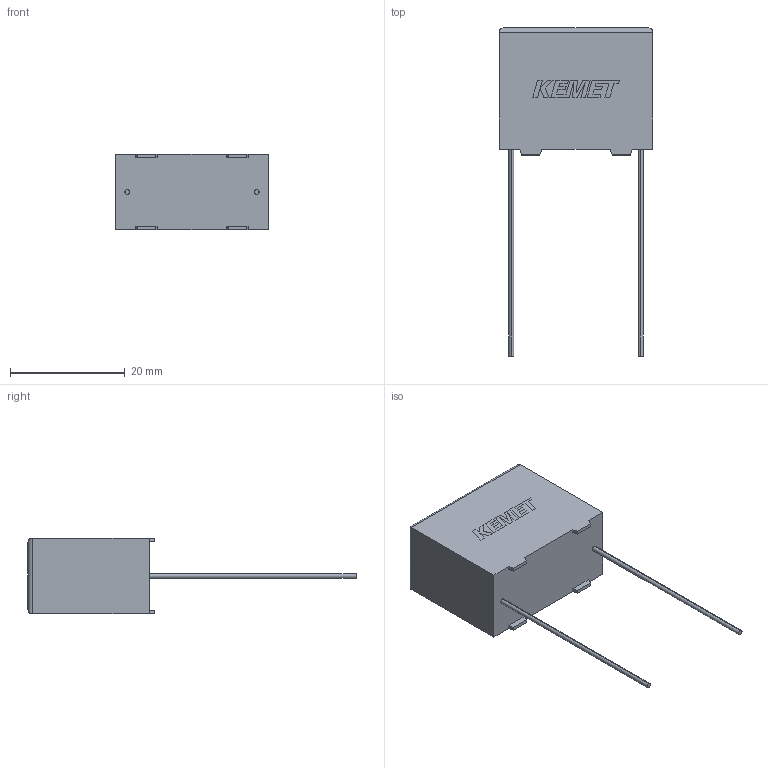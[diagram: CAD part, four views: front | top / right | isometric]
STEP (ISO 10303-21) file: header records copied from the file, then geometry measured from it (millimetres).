
FILE_DESCRIPTION (( 'STEP AP214' ), '1' );
FILE_NAME ('CFR_RB_26.5X22X13_L26.8H22.1T13.2S22.5LL35F0.85.STEP', '2019-06-06T21:58:37', ( '' ), ( '' ), 'SwSTEP 2.0', 'SolidWorks 2014', '' );
FILE_SCHEMA (( 'AUTOMOTIVE_DESIGN' ));
Length unit declared in the file: millimetre
Products named in the file (1): CFR_RB_26.5X22X13_L26.8H22.1T13.2S22.5LL35F0.85
Bounding box: 26.8 x 57.1 x 13.21 mm (x, y, z)
Volume: 7505 mm3; surface area: 2644.2 mm2
Topology: 4 solids, 4 shells, 89 faces, 233 edges, 154 vertices
Faces by surface type: plane 81, cylinder 8
Entity records: 3096 total; most frequent: CARTESIAN_POINT 489, ORIENTED_EDGE 466, DIRECTION 417, EDGE_CURVE 233, VECTOR 221, LINE 221, VERTEX_POINT 154, AXIS2_PLACEMENT_3D 98
